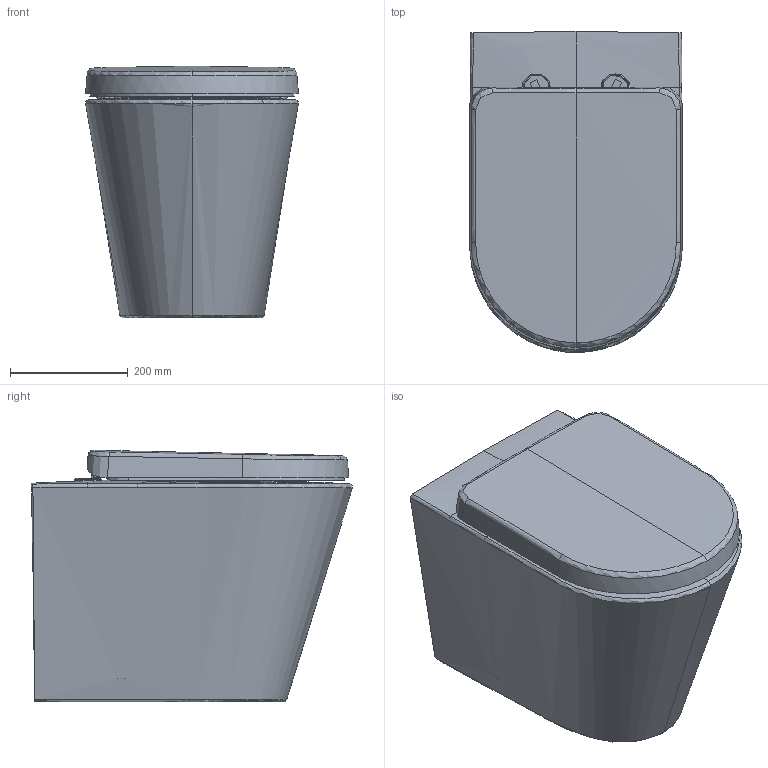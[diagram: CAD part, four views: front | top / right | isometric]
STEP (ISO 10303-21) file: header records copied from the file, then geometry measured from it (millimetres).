
FILE_DESCRIPTION(/* description */ (''),/* implementation_level */ '2;1');
FILE_NAME(/* name */ 'STEP - 4210G, U104S-H01P1T01-01_1832068',/* time_stamp */ '2024-09-25T16:37:58+10:00',/* author */ (''),/* organization */ (''),/* preprocessor_version */ 'ST-DEVELOPER v16.5',/* originating_system */ 'Rhino 7.37',/* authorisation */ '');
FILE_SCHEMA (('CONFIG_CONTROL_DESIGN'));
Products named in the file (1): Document
Bounding box: 362.06 x 545.73 x 427.56 mm (x, y, z)
Volume: 14487475 mm3; surface area: 2494885.4 mm2
Topology: 17 solids, 17 shells, 1662 faces, 4065 edges, 2497 vertices
Faces by surface type: bspline 831, cylinder 421, plane 410
Entity records: 110947 total; most frequent: CARTESIAN_POINT 85471, ORIENTED_EDGE 8070, EDGE_CURVE 4035, B_SPLINE_CURVE_WITH_KNOTS 2917, VERTEX_POINT 2497, EDGE_LOOP 1766, ADVANCED_FACE 1654, FACE_OUTER_BOUND 1654
